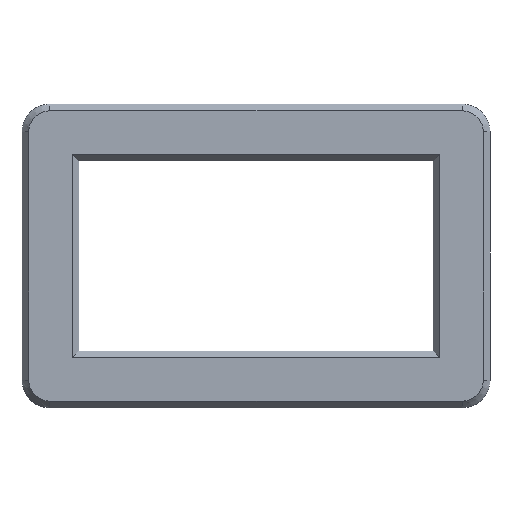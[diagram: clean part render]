
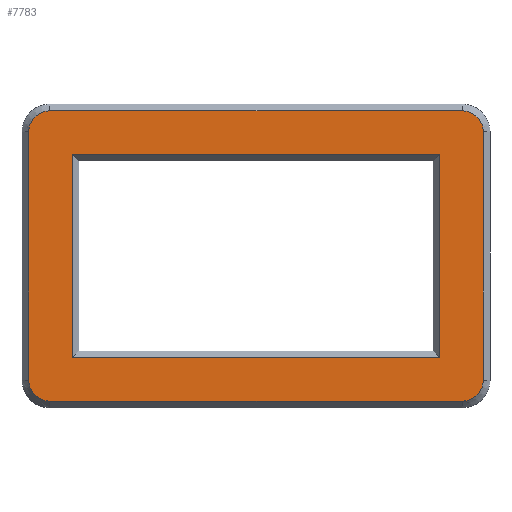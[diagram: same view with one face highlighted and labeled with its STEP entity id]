
A CAD part, top view. The second image highlights one B-rep face of the part: STEP entity #7783.
In plain terms, the highlighted planar face has unit normal (0, 0, 1).
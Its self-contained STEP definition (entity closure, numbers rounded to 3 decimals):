
#55=CIRCLE('',#7985,10.556);
#56=CIRCLE('',#7986,10.556);
#57=CIRCLE('',#7987,10.556);
#58=CIRCLE('',#7988,10.556);
#128=FACE_BOUND('',#1664,.T.);
#1207=FACE_OUTER_BOUND('',#1663,.T.);
#1663=EDGE_LOOP('',(#6742,#6743,#6744,#6745,#6746,#6747,#6748,#6749));
#1664=EDGE_LOOP('',(#6750,#6751,#6752,#6753));
#2181=LINE('',#15267,#2799);
#2183=LINE('',#15272,#2801);
#2188=LINE('',#15280,#2806);
#2190=LINE('',#15283,#2808);
#2196=LINE('',#15297,#2814);
#2197=LINE('',#15301,#2815);
#2198=LINE('',#15305,#2816);
#2199=LINE('',#15309,#2817);
#2799=VECTOR('',#8676,10.);
#2801=VECTOR('',#8680,10.);
#2806=VECTOR('',#8687,10.);
#2808=VECTOR('',#8691,10.);
#2814=VECTOR('',#8703,10.);
#2815=VECTOR('',#8706,10.);
#2816=VECTOR('',#8709,10.);
#2817=VECTOR('',#8712,10.);
#3621=VERTEX_POINT('',#15264);
#3622=VERTEX_POINT('',#15266);
#3623=VERTEX_POINT('',#15270);
#3624=VERTEX_POINT('',#15271);
#3630=VERTEX_POINT('',#15295);
#3631=VERTEX_POINT('',#15296);
#3632=VERTEX_POINT('',#15298);
#3633=VERTEX_POINT('',#15300);
#3634=VERTEX_POINT('',#15302);
#3635=VERTEX_POINT('',#15304);
#3636=VERTEX_POINT('',#15306);
#3637=VERTEX_POINT('',#15308);
#4685=EDGE_CURVE('',#3621,#3622,#2181,.T.);
#4687=EDGE_CURVE('',#3623,#3624,#2183,.T.);
#4692=EDGE_CURVE('',#3624,#3621,#2188,.T.);
#4694=EDGE_CURVE('',#3622,#3623,#2190,.T.);
#4700=EDGE_CURVE('',#3630,#3631,#2196,.T.);
#4701=EDGE_CURVE('',#3632,#3630,#55,.T.);
#4702=EDGE_CURVE('',#3633,#3632,#2197,.T.);
#4703=EDGE_CURVE('',#3634,#3633,#56,.T.);
#4704=EDGE_CURVE('',#3635,#3634,#2198,.T.);
#4705=EDGE_CURVE('',#3636,#3635,#57,.T.);
#4706=EDGE_CURVE('',#3637,#3636,#2199,.T.);
#4707=EDGE_CURVE('',#3631,#3637,#58,.T.);
#6742=ORIENTED_EDGE('',*,*,#4700,.F.);
#6743=ORIENTED_EDGE('',*,*,#4701,.F.);
#6744=ORIENTED_EDGE('',*,*,#4702,.F.);
#6745=ORIENTED_EDGE('',*,*,#4703,.F.);
#6746=ORIENTED_EDGE('',*,*,#4704,.F.);
#6747=ORIENTED_EDGE('',*,*,#4705,.F.);
#6748=ORIENTED_EDGE('',*,*,#4706,.F.);
#6749=ORIENTED_EDGE('',*,*,#4707,.F.);
#6750=ORIENTED_EDGE('',*,*,#4687,.F.);
#6751=ORIENTED_EDGE('',*,*,#4694,.F.);
#6752=ORIENTED_EDGE('',*,*,#4685,.F.);
#6753=ORIENTED_EDGE('',*,*,#4692,.F.);
#7384=PLANE('',#7984);
#7783=ADVANCED_FACE('',(#1207,#128),#7384,.F.);
#7984=AXIS2_PLACEMENT_3D('',#15294,#8701,#8702);
#7985=AXIS2_PLACEMENT_3D('',#15299,#8704,#8705);
#7986=AXIS2_PLACEMENT_3D('',#15303,#8707,#8708);
#7987=AXIS2_PLACEMENT_3D('',#15307,#8710,#8711);
#7988=AXIS2_PLACEMENT_3D('',#15310,#8713,#8714);
#8676=DIRECTION('',(1.,0.,0.));
#8680=DIRECTION('',(-1.,0.,0.));
#8687=DIRECTION('',(0.,-1.,0.));
#8691=DIRECTION('',(0.,1.,0.));
#8701=DIRECTION('center_axis',(0.,0.,-1.));
#8702=DIRECTION('ref_axis',(1.,0.,0.));
#8703=DIRECTION('',(0.,1.,0.));
#8704=DIRECTION('center_axis',(0.,0.,-1.));
#8705=DIRECTION('ref_axis',(0.,-1.,0.));
#8706=DIRECTION('',(-1.,0.,0.));
#8707=DIRECTION('center_axis',(0.,0.,-1.));
#8708=DIRECTION('ref_axis',(1.,0.,0.));
#8709=DIRECTION('',(0.,-1.,0.));
#8710=DIRECTION('center_axis',(0.,0.,-1.));
#8711=DIRECTION('ref_axis',(0.,1.,0.));
#8712=DIRECTION('',(1.,0.,0.));
#8713=DIRECTION('center_axis',(0.,0.,-1.));
#8714=DIRECTION('ref_axis',(-1.,0.,0.));
#15264=CARTESIAN_POINT('',(-86.993,-39.912,11.455));
#15266=CARTESIAN_POINT('',(97.17,-39.912,11.455));
#15267=CARTESIAN_POINT('',(-39.274,-39.912,11.455));
#15270=CARTESIAN_POINT('',(97.17,62.001,11.455));
#15271=CARTESIAN_POINT('',(-86.993,62.001,11.455));
#15272=CARTESIAN_POINT('',(49.451,62.001,11.455));
#15280=CARTESIAN_POINT('',(-86.993,34.845,11.455));
#15283=CARTESIAN_POINT('',(97.17,-12.755,11.455));
#15294=CARTESIAN_POINT('Origin',(5.089,11.045,11.455));
#15295=CARTESIAN_POINT('',(-108.692,-51.055,11.455));
#15296=CARTESIAN_POINT('',(-108.692,73.145,11.455));
#15297=CARTESIAN_POINT('',(-108.692,-20.005,11.455));
#15298=CARTESIAN_POINT('',(-98.136,-61.611,11.455));
#15299=CARTESIAN_POINT('Origin',(-98.136,-51.055,11.455));
#15300=CARTESIAN_POINT('',(108.314,-61.611,11.455));
#15301=CARTESIAN_POINT('',(56.701,-61.611,11.455));
#15302=CARTESIAN_POINT('',(118.869,-51.055,11.455));
#15303=CARTESIAN_POINT('Origin',(108.314,-51.055,11.455));
#15304=CARTESIAN_POINT('',(118.869,73.145,11.455));
#15305=CARTESIAN_POINT('',(118.869,42.095,11.455));
#15306=CARTESIAN_POINT('',(108.314,83.7,11.455));
#15307=CARTESIAN_POINT('Origin',(108.314,73.145,11.455));
#15308=CARTESIAN_POINT('',(-98.136,83.7,11.455));
#15309=CARTESIAN_POINT('',(-46.524,83.7,11.455));
#15310=CARTESIAN_POINT('Origin',(-98.136,73.145,11.455));
